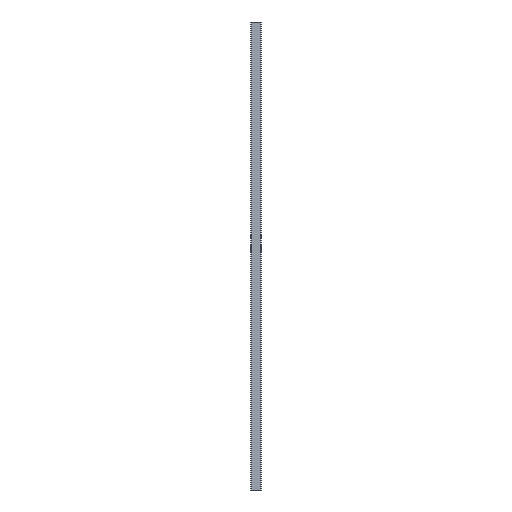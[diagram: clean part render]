
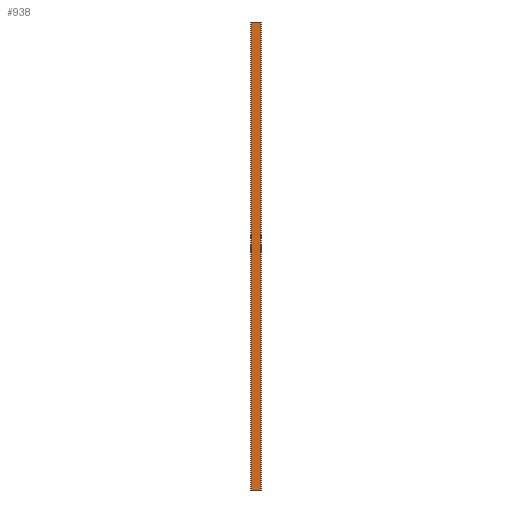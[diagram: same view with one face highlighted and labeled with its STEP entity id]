
A CAD part, left-side view. The second image highlights one B-rep face of the part: STEP entity #938.
In plain terms, the highlighted planar face has unit normal (-1, 0, 0).
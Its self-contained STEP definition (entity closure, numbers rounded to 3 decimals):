
#58 = EDGE_CURVE ( 'NONE', #975, #1002, #1542, .T. ) ;
#59 = EDGE_CURVE ( 'NONE', #1007, #975, #1546, .T. ) ;
#61 = EDGE_CURVE ( 'NONE', #1000, #1002, #1550, .T. ) ;
#63 = EDGE_CURVE ( 'NONE', #1007, #1000, #1552, .T. ) ;
#101 = CARTESIAN_POINT ( 'NONE',  ( 0., 1.587, -75. ) ) ;
#103 = CARTESIAN_POINT ( 'NONE',  ( 0., 0., -75. ) ) ;
#114 = DIRECTION ( 'NONE',  ( 0., -1., 0. ) ) ;
#120 = DIRECTION ( 'NONE',  ( 0., 0., 1. ) ) ;
#126 = CARTESIAN_POINT ( 'NONE',  ( 0., 1.587, 0. ) ) ;
#141 = DIRECTION ( 'NONE',  ( 0., -1., 0. ) ) ;
#159 = DIRECTION ( 'NONE',  ( 0., 0., 1. ) ) ;
#325 = PLANE ( 'NONE',  #1689 ) ;
#401 = DIRECTION ( 'NONE',  ( 1., 0., 0. ) ) ;
#402 = DIRECTION ( 'NONE',  ( 0., 0., -1. ) ) ;
#403 = CARTESIAN_POINT ( 'NONE',  ( 0., 1.587, -75. ) ) ;
#460 = CARTESIAN_POINT ( 'NONE',  ( 0., 1.587, -75. ) ) ;
#679 = CARTESIAN_POINT ( 'NONE',  ( 0., 1.587, 0. ) ) ;
#706 = CARTESIAN_POINT ( 'NONE',  ( 0., 0., -75. ) ) ;
#708 = CARTESIAN_POINT ( 'NONE',  ( 0., 0., 0. ) ) ;
#713 = CARTESIAN_POINT ( 'NONE',  ( 0., 1.587, -75. ) ) ;
#938 = ADVANCED_FACE ( 'NONE', ( #1846 ), #325, .F. ) ;
#975 = VERTEX_POINT ( 'NONE', #679 ) ;
#1000 = VERTEX_POINT ( 'NONE', #706 ) ;
#1002 = VERTEX_POINT ( 'NONE', #708 ) ;
#1007 = VERTEX_POINT ( 'NONE', #713 ) ;
#1055 = ORIENTED_EDGE ( 'NONE', *, *, #61, .T. ) ;
#1056 = ORIENTED_EDGE ( 'NONE', *, *, #58, .F. ) ;
#1057 = ORIENTED_EDGE ( 'NONE', *, *, #59, .F. ) ;
#1058 = ORIENTED_EDGE ( 'NONE', *, *, #63, .T. ) ;
#1388 = EDGE_LOOP ( 'NONE', ( #1055, #1056, #1057, #1058 ) ) ;
#1542 = LINE ( 'NONE', #126, #1547 ) ;
#1546 = LINE ( 'NONE', #101, #1549 ) ;
#1547 = VECTOR ( 'NONE', #141, 1000. ) ;
#1549 = VECTOR ( 'NONE', #120, 1000. ) ;
#1550 = LINE ( 'NONE', #103, #1553 ) ;
#1552 = LINE ( 'NONE', #460, #1557 ) ;
#1553 = VECTOR ( 'NONE', #159, 1000. ) ;
#1557 = VECTOR ( 'NONE', #114, 1000. ) ;
#1689 = AXIS2_PLACEMENT_3D ( 'NONE', #403, #401, #402 ) ;
#1846 = FACE_OUTER_BOUND ( 'NONE', #1388, .T. ) ;
